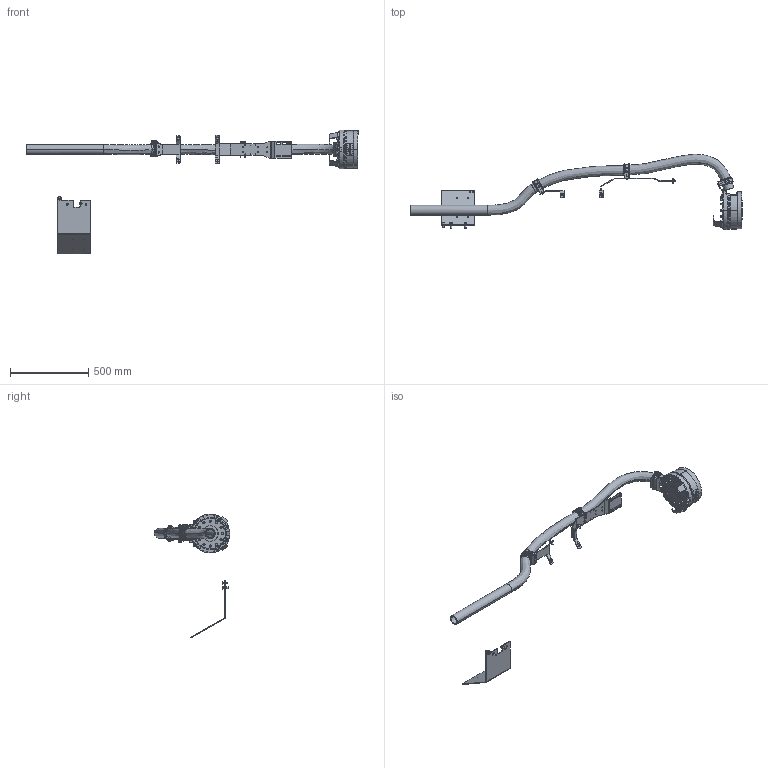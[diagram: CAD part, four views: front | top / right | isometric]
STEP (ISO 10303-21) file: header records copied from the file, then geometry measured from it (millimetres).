
FILE_DESCRIPTION (( 'STEP AP203' ), '1' );
FILE_NAME ('TS153L-610.STEP', '2020-02-27T16:23:26', ( '' ), ( '' ), 'SwSTEP 2.0', 'SolidWorks 2017', '' );
FILE_SCHEMA (( 'CONFIG_CONTROL_DESIGN' ));
Products named in the file (1): TS153L-610
Bounding box: 2126.42 x 482.59 x 792.79 mm (x, y, z)
Surface area: 1849261.2 mm2 (no closed solid volume)
Topology: 0 solids, 91 shells, 5973 faces, 15623 edges, 10088 vertices
Faces by surface type: plane 2453, bspline 1617, cylinder 1455, cone 257, torus 153, sphere 38
Entity records: 299257 total; most frequent: CARTESIAN_POINT 163529, ORIENTED_EDGE 30880, DIRECTION 23814, EDGE_CURVE 15455, VERTEX_POINT 10052, AXIS2_PLACEMENT_3D 8200, LINE 7414, VECTOR 7414
